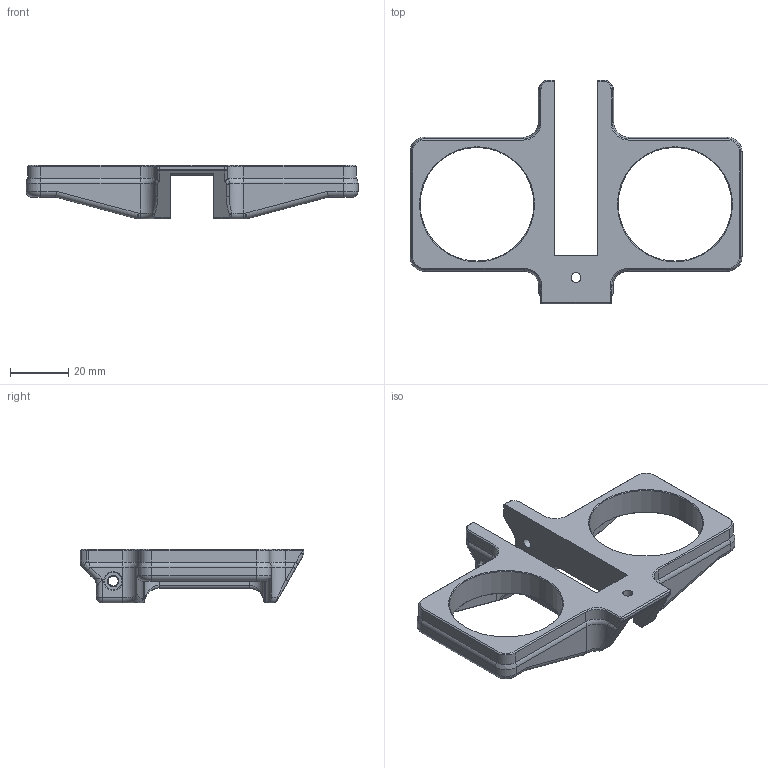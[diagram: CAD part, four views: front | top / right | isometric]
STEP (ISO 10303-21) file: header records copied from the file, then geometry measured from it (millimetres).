
FILE_DESCRIPTION(/* description */ (''),/* implementation_level */ '2;1');
FILE_NAME(/* name */ 'Undercarriage_Fan_x1.step',/* time_stamp */ '2025-12-31T11:16:26-05:00',/* author */ (''),/* organization */ (''),/* preprocessor_version */ 'ST-DEVELOPER v20.1',/* originating_system */ 'Autodesk Translation Framework v14.21.0.0',/* authorisation */ '');
FILE_SCHEMA (('AUTOMOTIVE_DESIGN { 1 0 10303 214 3 1 1 }'));
Length unit declared in the file: millimetre
Products named in the file (1): Undercarriage Fan
Bounding box: 113.96 x 76.79 x 18.5 mm (x, y, z)
Volume: 28949.7 mm3; surface area: 15510.8 mm2
Topology: 1 solids, 1 shells, 297 faces, 695 edges, 402 vertices
Faces by surface type: cylinder 100, plane 95, bspline 44, cone 30, torus 20, sphere 8
Full cylindrical faces by diameter (mm): 3.4 x3, 4.7 x8, 6 x2, 39 x2
Entity records: 12946 total; most frequent: CARTESIAN_POINT 6319, ORIENTED_EDGE 1378, DIRECTION 1363, EDGE_CURVE 689, AXIS2_PLACEMENT_3D 508, VERTEX_POINT 402, LINE 347, VECTOR 347
